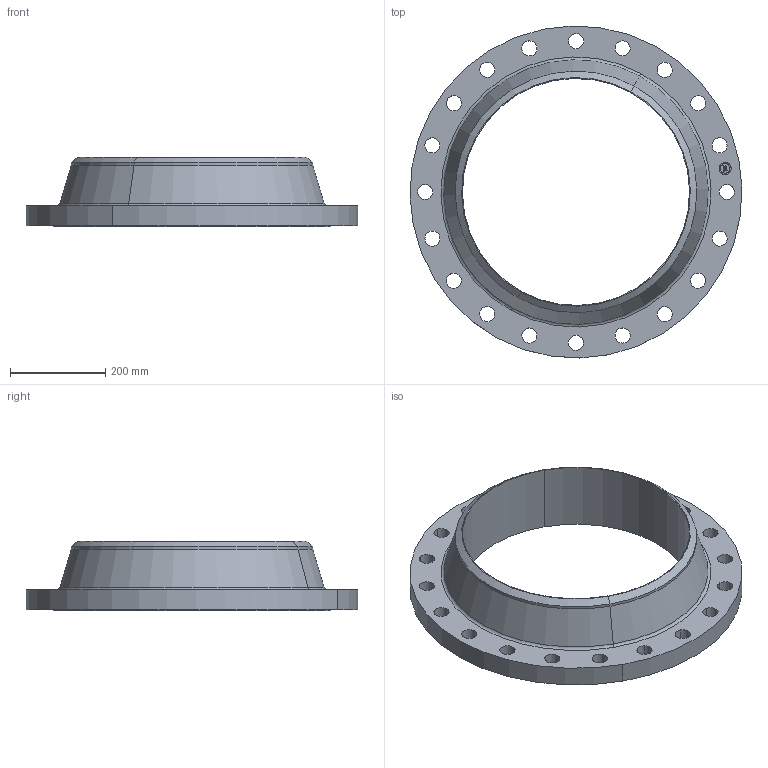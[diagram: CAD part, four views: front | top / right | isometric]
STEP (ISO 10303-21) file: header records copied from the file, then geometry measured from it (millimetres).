
FILE_DESCRIPTION(('3D STEP'),'2;1');
FILE_NAME('20-125-RF-WN-40-B16.1-FLANGE.stp','2013-09-08T10:04:11+00:00',('Texas Flange'),(''),'CATIA Version 5 Release 20 SP 6 (IN-10)','CATIA V5 STEP AP214','800-826-3801');
FILE_SCHEMA(('AUTOMOTIVE_DESIGN { 1 0 10303 214 1 1 1 1 }'));
Length unit declared in the file: inch
Products named in the file (1): 20-125-RF-WN-40-B16.1-FLANGE
Bounding box: 698.31 x 698.31 x 146.13 mm (x, y, z)
Volume: 12270710 mm3; surface area: 897525.2 mm2
Topology: 1 solids, 1 shells, 443 faces, 1260 edges, 838 vertices
Faces by surface type: plane 369, cylinder 68, cone 4, torus 2
Entity records: 16522 total; most frequent: ORIENTED_EDGE 2520, CARTESIAN_POINT 2481, DIRECTION 2024, EDGE_CURVE 1260, VECTOR 1116, LINE 1116, VERTEX_POINT 838, AXIS2_PLACEMENT_3D 527
